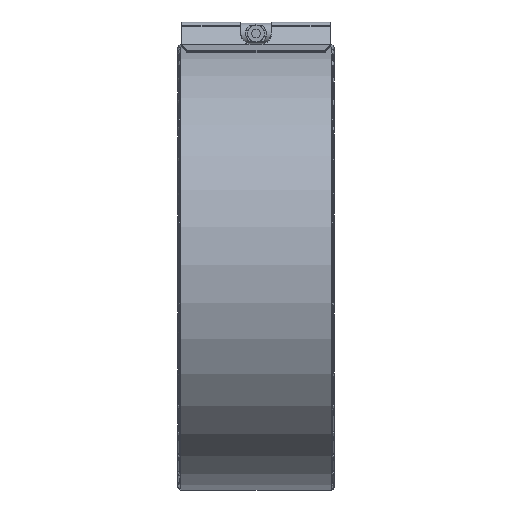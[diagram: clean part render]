
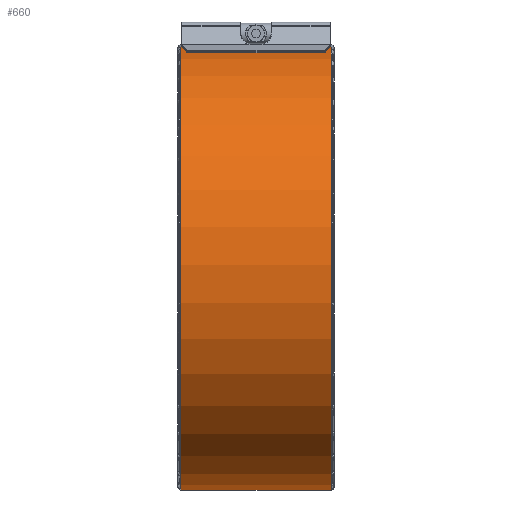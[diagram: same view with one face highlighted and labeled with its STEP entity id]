
A CAD part, front view. The second image highlights one B-rep face of the part: STEP entity #660.
In plain terms, the highlighted cylindrical face has radius 129 mm (diameter 258 mm), a partial arc.
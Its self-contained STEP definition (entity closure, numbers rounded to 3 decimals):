
#109=LINE('',#3495,#299);
#110=LINE('',#3499,#300);
#299=VECTOR('',#2715,1.);
#300=VECTOR('',#2718,1.);
#486=ELLIPSE('',#2425,258.,129.);
#487=ELLIPSE('',#2427,258.,129.);
#563=CYLINDRICAL_SURFACE('',#2428,129.);
#660=ADVANCED_FACE('',(#872),#563,.T.);
#872=FACE_OUTER_BOUND('',#1002,.T.);
#1002=EDGE_LOOP('',(#1192,#1193,#1194,#1195,#1196,#1197));
#1192=ORIENTED_EDGE('',*,*,#2019,.F.);
#1193=ORIENTED_EDGE('',*,*,#2020,.T.);
#1194=ORIENTED_EDGE('',*,*,#2016,.F.);
#1195=ORIENTED_EDGE('',*,*,#2021,.T.);
#1196=ORIENTED_EDGE('',*,*,#2022,.T.);
#1197=ORIENTED_EDGE('',*,*,#2023,.F.);
#1804=VERTEX_POINT('',#3469);
#1805=VERTEX_POINT('',#3470);
#1806=VERTEX_POINT('',#3496);
#1807=VERTEX_POINT('',#3497);
#1808=VERTEX_POINT('',#3500);
#1809=VERTEX_POINT('',#3502);
#2016=EDGE_CURVE('',#1804,#1805,#2319,.T.);
#2019=EDGE_CURVE('',#1806,#1807,#109,.T.);
#2020=EDGE_CURVE('',#1806,#1805,#486,.T.);
#2021=EDGE_CURVE('',#1804,#1808,#110,.T.);
#2022=EDGE_CURVE('',#1808,#1809,#2321,.T.);
#2023=EDGE_CURVE('',#1807,#1809,#487,.T.);
#2319=CIRCLE('',#2422,129.);
#2321=CIRCLE('',#2426,129.);
#2422=AXIS2_PLACEMENT_3D('',#3468,#2709,#2710);
#2425=AXIS2_PLACEMENT_3D('',#3498,#2716,#2717);
#2426=AXIS2_PLACEMENT_3D('',#3501,#2719,#2720);
#2427=AXIS2_PLACEMENT_3D('',#3503,#2721,#2722);
#2428=AXIS2_PLACEMENT_3D('',#3504,#2723,#2724);
#2709=DIRECTION('',(-1.,0.,0.));
#2710=DIRECTION('',(0.,0.,1.));
#2715=DIRECTION('',(1.,0.,0.));
#2716=DIRECTION('',(0.5,-0.866,0.));
#2717=DIRECTION('',(-0.866,-0.5,0.));
#2718=DIRECTION('',(1.,0.,0.));
#2719=DIRECTION('',(-1.,0.,0.));
#2720=DIRECTION('',(0.,0.,1.));
#2721=DIRECTION('',(0.5,0.866,0.));
#2722=DIRECTION('',(-0.866,0.5,0.));
#2723=DIRECTION('',(-1.,0.,0.));
#2724=DIRECTION('',(0.,0.,1.));
#3468=CARTESIAN_POINT('',(-43.45,0.,0.));
#3469=CARTESIAN_POINT('',(-43.45,14.122,128.225));
#3470=CARTESIAN_POINT('',(-43.45,-2.425,128.977));
#3495=CARTESIAN_POINT('',(-43.45,0.,129.));
#3496=CARTESIAN_POINT('',(-39.25,0.,129.));
#3497=CARTESIAN_POINT('',(39.25,0.,129.));
#3498=CARTESIAN_POINT('',(-39.25,0.,0.));
#3499=CARTESIAN_POINT('',(-43.45,14.122,128.225));
#3500=CARTESIAN_POINT('',(43.45,14.122,128.225));
#3501=CARTESIAN_POINT('',(43.45,0.,0.));
#3502=CARTESIAN_POINT('',(43.45,-2.425,128.977));
#3503=CARTESIAN_POINT('',(39.25,0.,0.));
#3504=CARTESIAN_POINT('',(0.,0.,0.));
